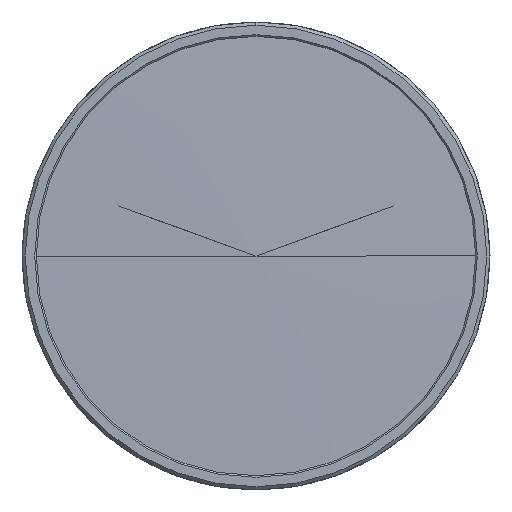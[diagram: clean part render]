
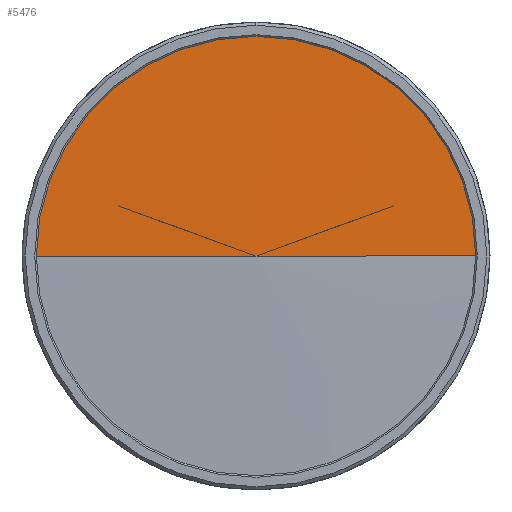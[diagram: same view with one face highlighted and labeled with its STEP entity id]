
A CAD part, left-side view. The second image highlights one B-rep face of the part: STEP entity #5476.
In plain terms, the highlighted conical face has half-angle 89.165 degrees and reference radius 68635.7 mm.
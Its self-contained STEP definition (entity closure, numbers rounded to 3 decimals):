
#116 = LINE ( 'NONE', #584, #1586 ) ;
#119 = VERTEX_POINT ( 'NONE', #187 ) ;
#187 = CARTESIAN_POINT ( 'NONE',  ( 0.971, -66.65, 0. ) ) ;
#359 = AXIS2_PLACEMENT_3D ( 'NONE', #5246, #658, #5268 ) ;
#563 = DIRECTION ( 'NONE',  ( 1., 0., 0. ) ) ;
#584 = CARTESIAN_POINT ( 'NONE',  ( 0., 0., 0. ) ) ;
#658 = DIRECTION ( 'NONE',  ( 1., 0., 0. ) ) ;
#1422 = EDGE_CURVE ( 'NONE', #3918, #119, #4833, .T. ) ;
#1530 = CONICAL_SURFACE ( 'NONE', #359, 68635.684, 1.556 ) ;
#1541 = DIRECTION ( 'NONE',  ( 0.015, 1., 0. ) ) ;
#1570 = ORIENTED_EDGE ( 'NONE', *, *, #4903, .F. ) ;
#1586 = VECTOR ( 'NONE', #1541, 1000. ) ;
#2067 = AXIS2_PLACEMENT_3D ( 'NONE', #3332, #563, #3777 ) ;
#2420 = VERTEX_POINT ( 'NONE', #3919 ) ;
#2491 = CARTESIAN_POINT ( 'NONE',  ( 0., 0., 0. ) ) ;
#2510 = DIRECTION ( 'NONE',  ( 0.015, -1., 0. ) ) ;
#2849 = EDGE_LOOP ( 'NONE', ( #1570, #5783, #5748 ) ) ;
#3327 = CIRCLE ( 'NONE', #2067, 66.65 ) ;
#3332 = CARTESIAN_POINT ( 'NONE',  ( 0.971, 0., 0. ) ) ;
#3777 = DIRECTION ( 'NONE',  ( 0., 0., -1. ) ) ;
#3918 = VERTEX_POINT ( 'NONE', #5537 ) ;
#3919 = CARTESIAN_POINT ( 'NONE',  ( 0.971, 66.65, 0. ) ) ;
#4114 = FACE_OUTER_BOUND ( 'NONE', #2849, .T. ) ;
#4337 = VECTOR ( 'NONE', #2510, 1000. ) ;
#4833 = LINE ( 'NONE', #2491, #4337 ) ;
#4903 = EDGE_CURVE ( 'NONE', #3918, #2420, #116, .T. ) ;
#5246 = CARTESIAN_POINT ( 'NONE',  ( 1000., 0., 0. ) ) ;
#5268 = DIRECTION ( 'NONE',  ( 0., 1., 0. ) ) ;
#5476 = ADVANCED_FACE ( 'NONE', ( #4114 ), #1530, .T. ) ;
#5537 = CARTESIAN_POINT ( 'NONE',  ( 0., 0., 0. ) ) ;
#5578 = EDGE_CURVE ( 'NONE', #2420, #119, #3327, .T. ) ;
#5748 = ORIENTED_EDGE ( 'NONE', *, *, #5578, .F. ) ;
#5783 = ORIENTED_EDGE ( 'NONE', *, *, #1422, .T. ) ;
